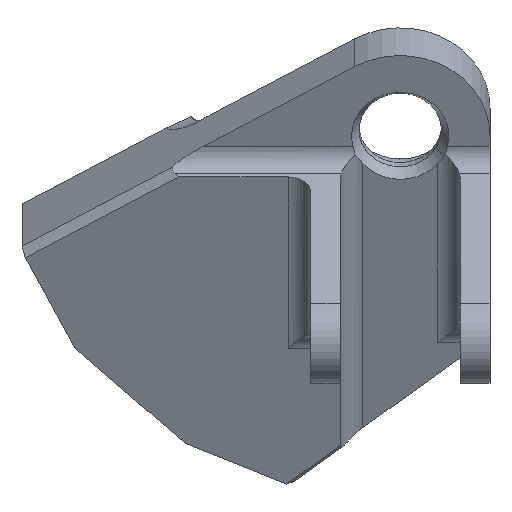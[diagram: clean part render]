
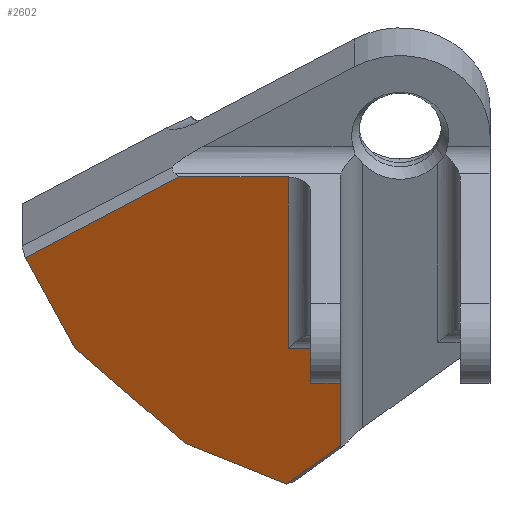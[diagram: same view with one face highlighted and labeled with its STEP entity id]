
A CAD part, top view. The second image highlights one B-rep face of the part: STEP entity #2602.
In plain terms, the highlighted planar face has unit normal (0, -0.451, 0.893).
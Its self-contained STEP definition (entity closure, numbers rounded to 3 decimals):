
#518=CARTESIAN_POINT('Vertex',(1531.24,439.642,354.347)) ;
#521=CARTESIAN_POINT('Line Origine',(1523.845,446.029,357.57)) ;
#525=CARTESIAN_POINT('Vertex',(1516.45,452.416,360.793)) ;
#1268=CARTESIAN_POINT('Vertex',(1552.,452.371,360.77)) ;
#1378=CARTESIAN_POINT('Vertex',(1545.,475.235,372.307)) ;
#1381=CARTESIAN_POINT('Line Origine',(1545.,454.513,361.851)) ;
#1385=CARTESIAN_POINT('Vertex',(1545.,452.371,360.77)) ;
#1418=CARTESIAN_POINT('Line Origine',(1530.708,452.371,360.77)) ;
#2372=CARTESIAN_POINT('Vertex',(1530.395,475.235,372.307)) ;
#2375=CARTESIAN_POINT('Line Origine',(1537.697,475.235,372.307)) ;
#2433=CARTESIAN_POINT('Line Origine',(1513.153,458.429,363.827)) ;
#2437=CARTESIAN_POINT('Vertex',(1509.857,464.443,366.861)) ;
#2466=CARTESIAN_POINT('Line Origine',(1532.11,476.136,372.761)) ;
#2492=CARTESIAN_POINT('Vertex',(1552.,439.372,354.211)) ;
#2502=CARTESIAN_POINT('Line Origine',(1552.,464.167,366.722)) ;
#2553=CARTESIAN_POINT('Line Origine',(1538.027,436.922,352.975)) ;
#2557=CARTESIAN_POINT('Vertex',(1544.813,434.202,351.602)) ;
#2581=CARTESIAN_POINT('Axis2P3D Location',(0.,-53.294,105.62)) ;
#2586=CARTESIAN_POINT('Line Origine',(1548.407,436.787,352.907)) ;
#522=DIRECTION('Vector Direction',(0.719,-0.621,-0.313)) ;
#1382=DIRECTION('Vector Direction',(0.,0.893,0.45)) ;
#1419=DIRECTION('Vector Direction',(1.,0.,0.)) ;
#2376=DIRECTION('Vector Direction',(-1.,0.,0.)) ;
#2434=DIRECTION('Vector Direction',(0.44,-0.802,-0.405)) ;
#2467=DIRECTION('Vector Direction',(-0.862,-0.453,-0.229)) ;
#2503=DIRECTION('Vector Direction',(0.,0.893,0.45)) ;
#2554=DIRECTION('Vector Direction',(0.912,-0.366,-0.185)) ;
#2582=DIRECTION('Axis2P3D Direction',(0.,-0.45,0.893)) ;
#2583=DIRECTION('Axis2P3D XDirection',(1.,0.,0.)) ;
#2587=DIRECTION('Vector Direction',(0.779,0.56,0.283)) ;
#2584=AXIS2_PLACEMENT_3D('Plane Axis2P3D',#2581,#2582,#2583) ;
#2592=ORIENTED_EDGE('',*,*,#2506,.T.) ;
#2593=ORIENTED_EDGE('',*,*,#1422,.T.) ;
#2594=ORIENTED_EDGE('',*,*,#1387,.F.) ;
#2595=ORIENTED_EDGE('',*,*,#2379,.T.) ;
#2596=ORIENTED_EDGE('',*,*,#2470,.T.) ;
#2597=ORIENTED_EDGE('',*,*,#2439,.T.) ;
#2598=ORIENTED_EDGE('',*,*,#527,.T.) ;
#2599=ORIENTED_EDGE('',*,*,#2559,.T.) ;
#2600=ORIENTED_EDGE('',*,*,#2590,.T.) ;
#523=VECTOR('Line Direction',#522,1.) ;
#1383=VECTOR('Line Direction',#1382,1.) ;
#1420=VECTOR('Line Direction',#1419,1.) ;
#2377=VECTOR('Line Direction',#2376,1.) ;
#2435=VECTOR('Line Direction',#2434,1.) ;
#2468=VECTOR('Line Direction',#2467,1.) ;
#2504=VECTOR('Line Direction',#2503,1.) ;
#2555=VECTOR('Line Direction',#2554,1.) ;
#2588=VECTOR('Line Direction',#2587,1.) ;
#2602=ADVANCED_FACE('Corps principal',(#2601),#2585,.T.) ;
#527=EDGE_CURVE('',#526,#519,#524,.T.) ;
#1387=EDGE_CURVE('',#1379,#1386,#1384,.F.) ;
#1422=EDGE_CURVE('',#1269,#1386,#1421,.F.) ;
#2379=EDGE_CURVE('',#1379,#2373,#2378,.T.) ;
#2439=EDGE_CURVE('',#2438,#526,#2436,.T.) ;
#2470=EDGE_CURVE('',#2373,#2438,#2469,.T.) ;
#2506=EDGE_CURVE('',#2493,#1269,#2505,.T.) ;
#2559=EDGE_CURVE('',#519,#2558,#2556,.T.) ;
#2590=EDGE_CURVE('',#2558,#2493,#2589,.T.) ;
#2591=EDGE_LOOP('',(#2592,#2593,#2594,#2595,#2596,#2597,#2598,#2599,#2600)) ;
#2601=FACE_OUTER_BOUND('',#2591,.T.) ;
#524=LINE('Line',#521,#523) ;
#1384=LINE('Line',#1381,#1383) ;
#1421=LINE('Line',#1418,#1420) ;
#2378=LINE('Line',#2375,#2377) ;
#2436=LINE('Line',#2433,#2435) ;
#2469=LINE('Line',#2466,#2468) ;
#2505=LINE('Line',#2502,#2504) ;
#2556=LINE('Line',#2553,#2555) ;
#2589=LINE('Line',#2586,#2588) ;
#2585=PLANE('Plane',#2584) ;
#519=VERTEX_POINT('',#518) ;
#526=VERTEX_POINT('',#525) ;
#1269=VERTEX_POINT('',#1268) ;
#1379=VERTEX_POINT('',#1378) ;
#1386=VERTEX_POINT('',#1385) ;
#2373=VERTEX_POINT('',#2372) ;
#2438=VERTEX_POINT('',#2437) ;
#2493=VERTEX_POINT('',#2492) ;
#2558=VERTEX_POINT('',#2557) ;
